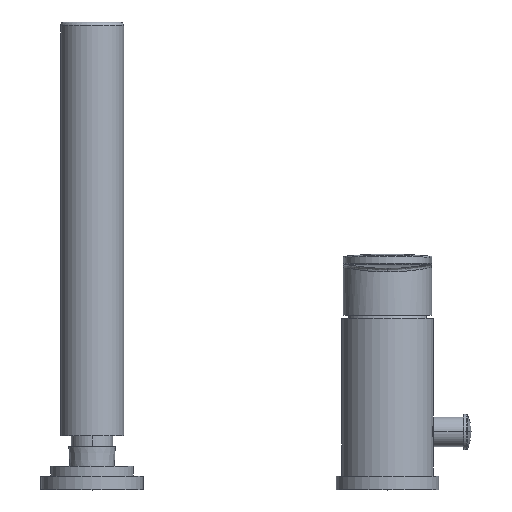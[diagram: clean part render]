
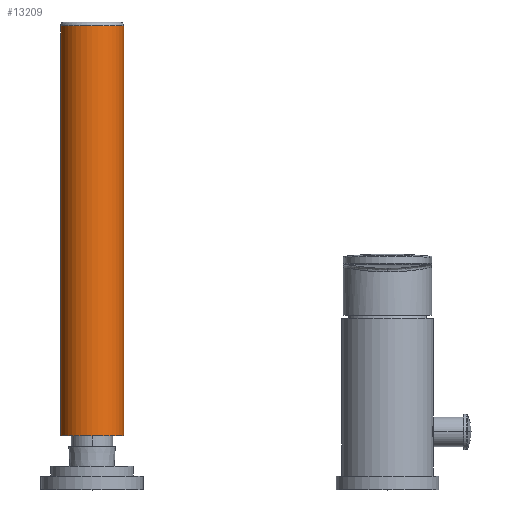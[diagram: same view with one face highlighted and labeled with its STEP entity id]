
A CAD part, top view. The second image highlights one B-rep face of the part: STEP entity #13209.
In plain terms, the highlighted cylindrical face has radius 16 mm (diameter 32 mm), a partial arc.
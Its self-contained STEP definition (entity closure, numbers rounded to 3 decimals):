
#12740=CARTESIAN_POINT('',(-150.,20.5,0.));
#12741=DIRECTION('',(0.,1.,0.));
#12742=DIRECTION('',(-1.,0.,0.));
#12743=AXIS2_PLACEMENT_3D('',#12740,#12741,#12742);
#12760=DIRECTION('',(0.,1.,0.));
#12761=VECTOR('',#12760,208.);
#12762=CARTESIAN_POINT('',(-134.,20.5,0.));
#12763=LINE('',#12762,#12761);
#12784=CARTESIAN_POINT('',(-150.,228.5,0.));
#12785=DIRECTION('',(0.,1.,0.));
#12786=DIRECTION('',(-1.,0.,0.));
#12787=AXIS2_PLACEMENT_3D('',#12784,#12785,#12786);
#12789=DIRECTION('',(0.,1.,0.));
#12790=VECTOR('',#12789,208.);
#12791=CARTESIAN_POINT('',(-166.,20.5,0.));
#12792=LINE('',#12791,#12790);
#12813=CARTESIAN_POINT('',(-134.,20.5,0.));
#12814=CARTESIAN_POINT('',(-166.,20.5,0.));
#12815=VERTEX_POINT('',#12813);
#12816=VERTEX_POINT('',#12814);
#12821=CARTESIAN_POINT('',(-166.,228.5,0.));
#12822=CARTESIAN_POINT('',(-134.,228.5,0.));
#12823=VERTEX_POINT('',#12821);
#12824=VERTEX_POINT('',#12822);
#13198=CARTESIAN_POINT('',(-150.,20.5,0.));
#13199=DIRECTION('',(0.,1.,0.));
#13200=DIRECTION('',(1.,0.,0.));
#13201=AXIS2_PLACEMENT_3D('',#13198,#13199,#13200);
#13202=CYLINDRICAL_SURFACE('',#13201,16.);
#13203=ORIENTED_EDGE('',*,*,#13185,.T.);
#13204=ORIENTED_EDGE('',*,*,#13126,.F.);
#13205=ORIENTED_EDGE('',*,*,#13100,.F.);
#13206=ORIENTED_EDGE('',*,*,#13123,.T.);
#13207=EDGE_LOOP('',(#13203,#13204,#13205,#13206));
#13208=FACE_OUTER_BOUND('',#13207,.F.);
#13209=ADVANCED_FACE('',(#13208),#13202,.T.);
#12744=CIRCLE('',#12743,16.);
#12788=CIRCLE('',#12787,16.);
#13100=EDGE_CURVE('',#12816,#12815,#12744,.T.);
#13123=EDGE_CURVE('',#12816,#12823,#12792,.T.);
#13126=EDGE_CURVE('',#12815,#12824,#12763,.T.);
#13185=EDGE_CURVE('',#12823,#12824,#12788,.T.);
